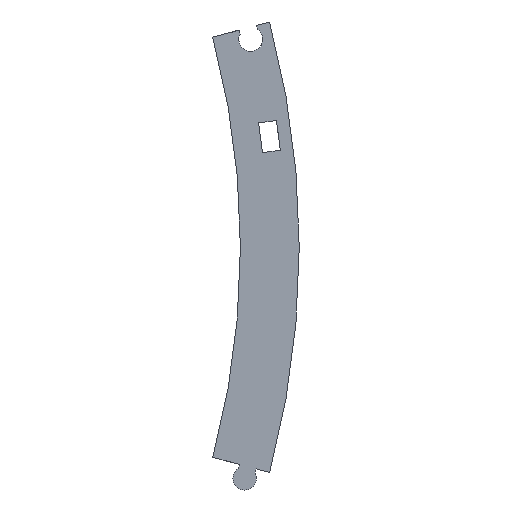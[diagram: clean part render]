
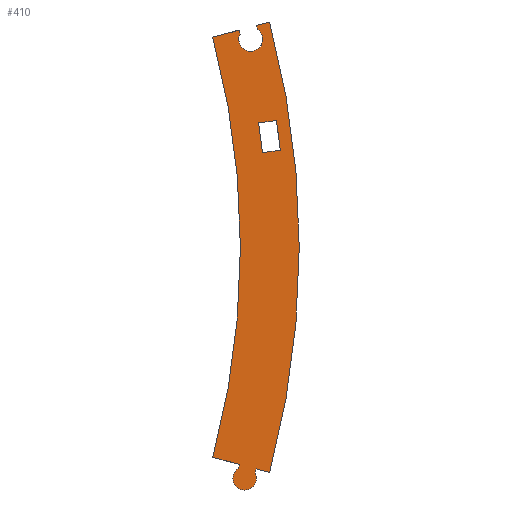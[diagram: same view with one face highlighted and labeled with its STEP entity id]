
A CAD part, front view. The second image highlights one B-rep face of the part: STEP entity #410.
In plain terms, the highlighted planar face has unit normal (0, -1, 0).
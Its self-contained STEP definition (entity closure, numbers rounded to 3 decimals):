
#3 = DIRECTION ( 'NONE',  ( 0., 0., 1. ) ) ;
#8 = DIRECTION ( 'NONE',  ( 0., 0., 1. ) ) ;
#10 = DIRECTION ( 'NONE',  ( 0.966, 0., 0.259 ) ) ;
#12 = LINE ( 'NONE', #224, #769 ) ;
#16 = DIRECTION ( 'NONE',  ( 0.131, 0., -0.991 ) ) ;
#17 = VERTEX_POINT ( 'NONE', #1024 ) ;
#32 = VECTOR ( 'NONE', #104, 1000. ) ;
#36 = VERTEX_POINT ( 'NONE', #364 ) ;
#37 = AXIS2_PLACEMENT_3D ( 'NONE', #1100, #445, #722 ) ;
#48 = AXIS2_PLACEMENT_3D ( 'NONE', #477, #200, #3 ) ;
#49 = CARTESIAN_POINT ( 'NONE',  ( 0., 0., 0. ) ) ;
#52 = ORIENTED_EDGE ( 'NONE', *, *, #799, .F. ) ;
#62 = DIRECTION ( 'NONE',  ( 0., 0., -1. ) ) ;
#66 = DIRECTION ( 'NONE',  ( -0.991, 0., -0.131 ) ) ;
#68 = EDGE_CURVE ( 'NONE', #1078, #750, #1005, .T. ) ;
#75 = EDGE_CURVE ( 'NONE', #675, #425, #386, .T. ) ;
#84 = ORIENTED_EDGE ( 'NONE', *, *, #704, .F. ) ;
#88 = CARTESIAN_POINT ( 'NONE',  ( 0., 0., 0. ) ) ;
#93 = DIRECTION ( 'NONE',  ( 0., 1., 0. ) ) ;
#99 = FACE_BOUND ( 'NONE', #718, .T. ) ;
#101 = CARTESIAN_POINT ( 'NONE',  ( 280.118, 0., -75.058 ) ) ;
#104 = DIRECTION ( 'NONE',  ( -0.966, 0., 0.259 ) ) ;
#118 = CARTESIAN_POINT ( 'NONE',  ( 275.772, 0., 73.893 ) ) ;
#129 = ORIENTED_EDGE ( 'NONE', *, *, #439, .T. ) ;
#151 = CARTESIAN_POINT ( 'NONE',  ( 0., 0., 0. ) ) ;
#168 = EDGE_CURVE ( 'NONE', #17, #210, #796, .T. ) ;
#182 = VERTEX_POINT ( 'NONE', #201 ) ;
#186 = EDGE_CURVE ( 'NONE', #1174, #476, #266, .T. ) ;
#196 = ORIENTED_EDGE ( 'NONE', *, *, #974, .T. ) ;
#200 = DIRECTION ( 'NONE',  ( 0., -1., 0. ) ) ;
#201 = CARTESIAN_POINT ( 'NONE',  ( 270.073, 0., -72.366 ) ) ;
#207 = ORIENTED_EDGE ( 'NONE', *, *, #806, .T. ) ;
#208 = CARTESIAN_POINT ( 'NONE',  ( 261.186, 0., 69.985 ) ) ;
#210 = VERTEX_POINT ( 'NONE', #252 ) ;
#211 = DIRECTION ( 'NONE',  ( 0., 0., 1. ) ) ;
#220 = EDGE_CURVE ( 'NONE', #692, #1174, #658, .T. ) ;
#224 = CARTESIAN_POINT ( 'NONE',  ( 280.118, 0., -75.058 ) ) ;
#233 = LINE ( 'NONE', #991, #443 ) ;
#246 = DIRECTION ( 'NONE',  ( 0., 0., 1. ) ) ;
#252 = CARTESIAN_POINT ( 'NONE',  ( 275.675, 0., -73.867 ) ) ;
#253 = ORIENTED_EDGE ( 'NONE', *, *, #220, .T. ) ;
#257 = EDGE_CURVE ( 'NONE', #750, #675, #233, .T. ) ;
#266 = CIRCLE ( 'NONE', #968, 279.5 ) ;
#272 = EDGE_CURVE ( 'NONE', #902, #379, #627, .T. ) ;
#316 = CARTESIAN_POINT ( 'NONE',  ( 283.71, 0., 32.308 ) ) ;
#317 = EDGE_CURVE ( 'NONE', #425, #1078, #890, .T. ) ;
#328 = CARTESIAN_POINT ( 'NONE',  ( 282.405, 0., 42.222 ) ) ;
#335 = AXIS2_PLACEMENT_3D ( 'NONE', #1040, #584, #758 ) ;
#350 = VECTOR ( 'NONE', #642, 1000. ) ;
#352 = VERTEX_POINT ( 'NONE', #734 ) ;
#364 = CARTESIAN_POINT ( 'NONE',  ( 269.716, 0., -73.683 ) ) ;
#367 = CARTESIAN_POINT ( 'NONE',  ( 276.126, 0., 72.556 ) ) ;
#368 = VECTOR ( 'NONE', #16, 1000. ) ;
#379 = VERTEX_POINT ( 'NONE', #844 ) ;
#386 = LINE ( 'NONE', #827, #350 ) ;
#391 = CARTESIAN_POINT ( 'NONE',  ( 0., 0., 0. ) ) ;
#410 = ADVANCED_FACE ( 'NONE', ( #99, #1014 ), #1026, .F. ) ;
#425 = VERTEX_POINT ( 'NONE', #741 ) ;
#439 = EDGE_CURVE ( 'NONE', #902, #692, #814, .T. ) ;
#441 = CARTESIAN_POINT ( 'NONE',  ( 261.186, 0., 69.985 ) ) ;
#443 = VECTOR ( 'NONE', #66, 1000. ) ;
#445 = DIRECTION ( 'NONE',  ( 0., 1., 0. ) ) ;
#452 = VECTOR ( 'NONE', #10, 1000. ) ;
#458 = ORIENTED_EDGE ( 'NONE', *, *, #317, .T. ) ;
#476 = VERTEX_POINT ( 'NONE', #1191 ) ;
#477 = CARTESIAN_POINT ( 'NONE',  ( 0., 0., 0. ) ) ;
#486 = DIRECTION ( 'NONE',  ( 0., -1., 0. ) ) ;
#490 = DIRECTION ( 'NONE',  ( 0., -1., 0. ) ) ;
#505 = ORIENTED_EDGE ( 'NONE', *, *, #1087, .F. ) ;
#529 = ORIENTED_EDGE ( 'NONE', *, *, #168, .T. ) ;
#568 = CIRCLE ( 'NONE', #1110, 290. ) ;
#580 = ORIENTED_EDGE ( 'NONE', *, *, #75, .T. ) ;
#584 = DIRECTION ( 'NONE',  ( 0., 1., 0. ) ) ;
#610 = CIRCLE ( 'NONE', #48, 270.4 ) ;
#617 = CARTESIAN_POINT ( 'NONE',  ( 270.316, 0., 71.058 ) ) ;
#618 = VECTOR ( 'NONE', #714, 1000. ) ;
#627 = LINE ( 'NONE', #441, #618 ) ;
#642 = DIRECTION ( 'NONE',  ( -0.131, 0., 0.991 ) ) ;
#658 = CIRCLE ( 'NONE', #874, 4. ) ;
#671 = CIRCLE ( 'NONE', #904, 3.9 ) ;
#675 = VERTEX_POINT ( 'NONE', #1195 ) ;
#678 = VECTOR ( 'NONE', #1084, 1000. ) ;
#680 = CARTESIAN_POINT ( 'NONE',  ( 261.186, 0., -69.985 ) ) ;
#686 = DIRECTION ( 'NONE',  ( 0., 0., 1. ) ) ;
#692 = VERTEX_POINT ( 'NONE', #367 ) ;
#697 = DIRECTION ( 'NONE',  ( 0., 1., 0. ) ) ;
#704 = EDGE_CURVE ( 'NONE', #182, #1021, #737, .T. ) ;
#713 = AXIS2_PLACEMENT_3D ( 'NONE', #88, #93, #8 ) ;
#714 = DIRECTION ( 'NONE',  ( 0.966, 0., 0.259 ) ) ;
#718 = EDGE_LOOP ( 'NONE', ( #853, #580, #458, #945 ) ) ;
#722 = DIRECTION ( 'NONE',  ( 0., 0., 1. ) ) ;
#734 = CARTESIAN_POINT ( 'NONE',  ( 261.186, 0., 69.985 ) ) ;
#737 = LINE ( 'NONE', #1109, #32 ) ;
#741 = CARTESIAN_POINT ( 'NONE',  ( 276.456, 0., 41.439 ) ) ;
#750 = VERTEX_POINT ( 'NONE', #316 ) ;
#758 = DIRECTION ( 'NONE',  ( 0., 0., 1. ) ) ;
#769 = VECTOR ( 'NONE', #960, 1000. ) ;
#796 = CIRCLE ( 'NONE', #1120, 285.4 ) ;
#799 = EDGE_CURVE ( 'NONE', #1039, #210, #12, .T. ) ;
#806 = EDGE_CURVE ( 'NONE', #36, #17, #671, .T. ) ;
#814 = CIRCLE ( 'NONE', #37, 285.5 ) ;
#827 = CARTESIAN_POINT ( 'NONE',  ( 277.761, 0., 31.525 ) ) ;
#844 = CARTESIAN_POINT ( 'NONE',  ( 280.118, 0., 75.058 ) ) ;
#851 = LINE ( 'NONE', #208, #452 ) ;
#853 = ORIENTED_EDGE ( 'NONE', *, *, #257, .T. ) ;
#860 = CARTESIAN_POINT ( 'NONE',  ( 271.811, 0., -76.973 ) ) ;
#866 = CIRCLE ( 'NONE', #335, 279.6 ) ;
#874 = AXIS2_PLACEMENT_3D ( 'NONE', #1159, #910, #62 ) ;
#890 = LINE ( 'NONE', #1180, #678 ) ;
#902 = VERTEX_POINT ( 'NONE', #118 ) ;
#904 = AXIS2_PLACEMENT_3D ( 'NONE', #860, #486, #211 ) ;
#910 = DIRECTION ( 'NONE',  ( 0., 1., 0. ) ) ;
#925 = EDGE_CURVE ( 'NONE', #352, #476, #851, .T. ) ;
#929 = CARTESIAN_POINT ( 'NONE',  ( 282.405, 0., 42.222 ) ) ;
#932 = ORIENTED_EDGE ( 'NONE', *, *, #272, .F. ) ;
#934 = EDGE_CURVE ( 'NONE', #1021, #352, #610, .T. ) ;
#945 = ORIENTED_EDGE ( 'NONE', *, *, #68, .T. ) ;
#960 = DIRECTION ( 'NONE',  ( -0.966, 0., 0.259 ) ) ;
#968 = AXIS2_PLACEMENT_3D ( 'NONE', #49, #1047, #1153 ) ;
#974 = EDGE_CURVE ( 'NONE', #182, #36, #866, .T. ) ;
#976 = EDGE_LOOP ( 'NONE', ( #253, #1094, #1051, #1067, #84, #196, #207, #529, #52, #505, #932, #129 ) ) ;
#991 = CARTESIAN_POINT ( 'NONE',  ( 283.71, 0., 32.308 ) ) ;
#1005 = LINE ( 'NONE', #929, #368 ) ;
#1014 = FACE_OUTER_BOUND ( 'NONE', #976, .T. ) ;
#1021 = VERTEX_POINT ( 'NONE', #680 ) ;
#1024 = CARTESIAN_POINT ( 'NONE',  ( 275.304, 0., -75.238 ) ) ;
#1026 = PLANE ( 'NONE',  #713 ) ;
#1039 = VERTEX_POINT ( 'NONE', #101 ) ;
#1040 = CARTESIAN_POINT ( 'NONE',  ( 0., 0., 0. ) ) ;
#1047 = DIRECTION ( 'NONE',  ( 0., -1., 0. ) ) ;
#1051 = ORIENTED_EDGE ( 'NONE', *, *, #925, .F. ) ;
#1067 = ORIENTED_EDGE ( 'NONE', *, *, #934, .F. ) ;
#1078 = VERTEX_POINT ( 'NONE', #328 ) ;
#1084 = DIRECTION ( 'NONE',  ( 0.991, 0., 0.131 ) ) ;
#1087 = EDGE_CURVE ( 'NONE', #379, #1039, #568, .T. ) ;
#1094 = ORIENTED_EDGE ( 'NONE', *, *, #186, .T. ) ;
#1100 = CARTESIAN_POINT ( 'NONE',  ( 0., 0., 0. ) ) ;
#1109 = CARTESIAN_POINT ( 'NONE',  ( 280.118, 0., -75.058 ) ) ;
#1110 = AXIS2_PLACEMENT_3D ( 'NONE', #151, #697, #246 ) ;
#1120 = AXIS2_PLACEMENT_3D ( 'NONE', #391, #490, #686 ) ;
#1153 = DIRECTION ( 'NONE',  ( 0., 0., 1. ) ) ;
#1159 = CARTESIAN_POINT ( 'NONE',  ( 273.882, 0., 69.245 ) ) ;
#1174 = VERTEX_POINT ( 'NONE', #617 ) ;
#1180 = CARTESIAN_POINT ( 'NONE',  ( 276.456, 0., 41.439 ) ) ;
#1191 = CARTESIAN_POINT ( 'NONE',  ( 269.976, 0., 72.34 ) ) ;
#1195 = CARTESIAN_POINT ( 'NONE',  ( 277.761, 0., 31.525 ) ) ;
